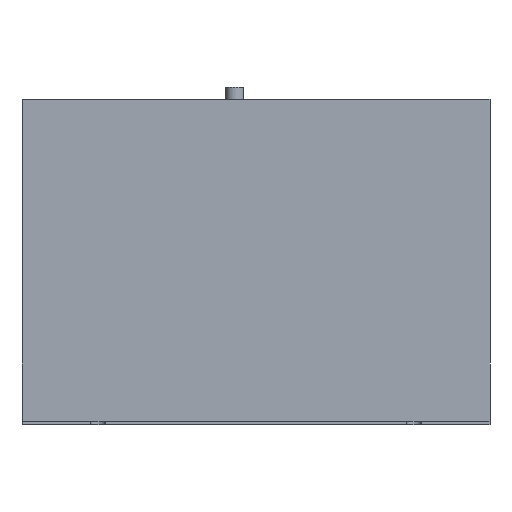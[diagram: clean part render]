
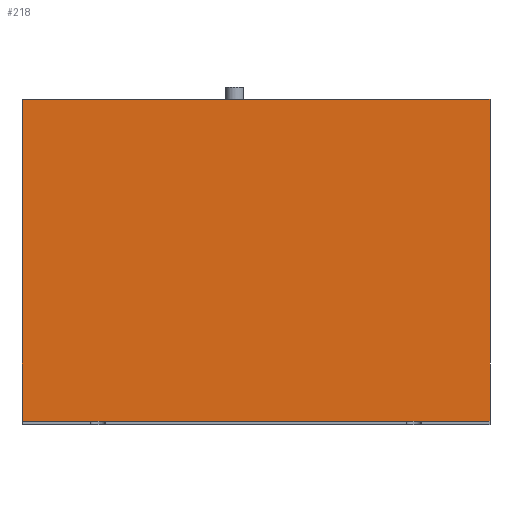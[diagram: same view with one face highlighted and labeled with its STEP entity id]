
A CAD part, front view. The second image highlights one B-rep face of the part: STEP entity #218.
In plain terms, the highlighted planar face has unit normal (0, -1, 0).
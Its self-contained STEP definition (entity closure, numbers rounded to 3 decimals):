
#73 = CARTESIAN_POINT ( 'NONE',  ( 192.5, -270., 267.7 ) ) ;
#211 = EDGE_CURVE ( 'NONE', #1793, #1213, #568, .T. ) ;
#218 = ADVANCED_FACE ( 'NONE', ( #856 ), #1946, .F. ) ;
#259 = VECTOR ( 'NONE', #1894, 1000. ) ;
#271 = DIRECTION ( 'NONE',  ( 0., 1., 0. ) ) ;
#310 = EDGE_CURVE ( 'NONE', #1213, #923, #2111, .T. ) ;
#342 = EDGE_CURVE ( 'NONE', #1793, #1991, #717, .T. ) ;
#388 = ORIENTED_EDGE ( 'NONE', *, *, #211, .F. ) ;
#425 = VECTOR ( 'NONE', #2195, 1000. ) ;
#568 = LINE ( 'NONE', #1545, #259 ) ;
#609 = CARTESIAN_POINT ( 'NONE',  ( -192.5, -270., -386.167 ) ) ;
#717 = LINE ( 'NONE', #1417, #425 ) ;
#803 = VECTOR ( 'NONE', #1031, 1000. ) ;
#856 = FACE_OUTER_BOUND ( 'NONE', #1878, .T. ) ;
#909 = CARTESIAN_POINT ( 'NONE',  ( 192.5, -270., 3. ) ) ;
#923 = VERTEX_POINT ( 'NONE', #1938 ) ;
#1003 = DIRECTION ( 'NONE',  ( 0., 0., 1. ) ) ;
#1031 = DIRECTION ( 'NONE',  ( 0., 0., 1. ) ) ;
#1105 = CARTESIAN_POINT ( 'NONE',  ( -192.5, -270., 267.7 ) ) ;
#1213 = VERTEX_POINT ( 'NONE', #1920 ) ;
#1333 = ORIENTED_EDGE ( 'NONE', *, *, #342, .T. ) ;
#1417 = CARTESIAN_POINT ( 'NONE',  ( 192.5, -270., -386.167 ) ) ;
#1435 = AXIS2_PLACEMENT_3D ( 'NONE', #609, #271, #1003 ) ;
#1545 = CARTESIAN_POINT ( 'NONE',  ( -192.5, -270., 3. ) ) ;
#1618 = ORIENTED_EDGE ( 'NONE', *, *, #2355, .T. ) ;
#1710 = DIRECTION ( 'NONE',  ( -1., 0., 0. ) ) ;
#1793 = VERTEX_POINT ( 'NONE', #909 ) ;
#1878 = EDGE_LOOP ( 'NONE', ( #1333, #1618, #2384, #388 ) ) ;
#1894 = DIRECTION ( 'NONE',  ( -1., 0., 0. ) ) ;
#1920 = CARTESIAN_POINT ( 'NONE',  ( -192.5, -270., 3. ) ) ;
#1938 = CARTESIAN_POINT ( 'NONE',  ( -192.5, -270., 267.7 ) ) ;
#1946 = PLANE ( 'NONE',  #1435 ) ;
#1991 = VERTEX_POINT ( 'NONE', #73 ) ;
#2058 = VECTOR ( 'NONE', #1710, 1000. ) ;
#2111 = LINE ( 'NONE', #2376, #803 ) ;
#2195 = DIRECTION ( 'NONE',  ( 0., 0., 1. ) ) ;
#2345 = LINE ( 'NONE', #1105, #2058 ) ;
#2355 = EDGE_CURVE ( 'NONE', #1991, #923, #2345, .T. ) ;
#2376 = CARTESIAN_POINT ( 'NONE',  ( -192.5, -270., -386.167 ) ) ;
#2384 = ORIENTED_EDGE ( 'NONE', *, *, #310, .F. ) ;
